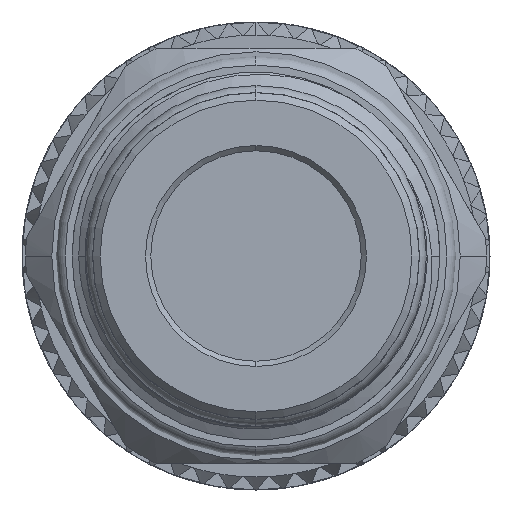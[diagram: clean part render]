
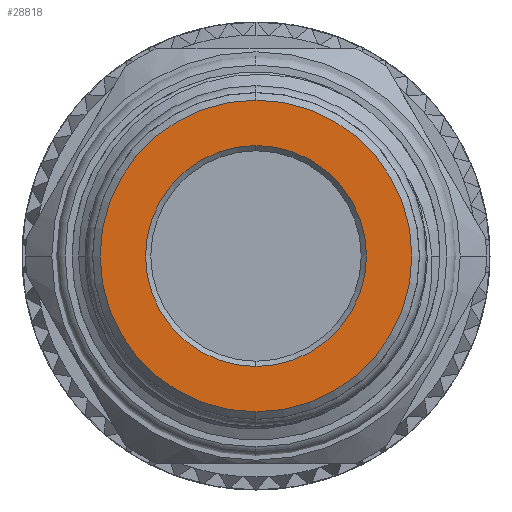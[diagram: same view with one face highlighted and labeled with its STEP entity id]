
A CAD part, left-side view. The second image highlights one B-rep face of the part: STEP entity #28818.
In plain terms, the highlighted planar face has unit normal (-1, 0, 0).
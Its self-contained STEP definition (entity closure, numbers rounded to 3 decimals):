
#183 = DIRECTION ( 'NONE',  ( 0., 0., 1. ) ) ;
#2195 = ORIENTED_EDGE ( 'NONE', *, *, #23631, .T. ) ;
#2599 = EDGE_CURVE ( 'NONE', #20354, #22932, #6892, .T. ) ;
#3158 = EDGE_LOOP ( 'NONE', ( #31638, #16455 ) ) ;
#3623 = CARTESIAN_POINT ( 'NONE',  ( -72.3, 0., 0. ) ) ;
#4965 = EDGE_CURVE ( 'NONE', #10669, #7604, #27136, .T. ) ;
#6762 = DIRECTION ( 'NONE',  ( 0., 0., 1. ) ) ;
#6892 = CIRCLE ( 'NONE', #20938, 8.325 ) ;
#7443 = DIRECTION ( 'NONE',  ( -1., 0., 0. ) ) ;
#7485 = CIRCLE ( 'NONE', #22773, 5.9 ) ;
#7571 = DIRECTION ( 'NONE',  ( 0., 0., 1. ) ) ;
#7604 = VERTEX_POINT ( 'NONE', #30580 ) ;
#8791 = EDGE_CURVE ( 'NONE', #7604, #10669, #7485, .T. ) ;
#8794 = AXIS2_PLACEMENT_3D ( 'NONE', #24778, #36344, #16002 ) ;
#9227 = CARTESIAN_POINT ( 'NONE',  ( -72.3, 0., -8.325 ) ) ;
#9359 = AXIS2_PLACEMENT_3D ( 'NONE', #34824, #35196, #183 ) ;
#10669 = VERTEX_POINT ( 'NONE', #22697 ) ;
#13172 = CIRCLE ( 'NONE', #8794, 8.325 ) ;
#13941 = EDGE_LOOP ( 'NONE', ( #2195, #23228 ) ) ;
#16002 = DIRECTION ( 'NONE',  ( 0., 0., 1. ) ) ;
#16455 = ORIENTED_EDGE ( 'NONE', *, *, #4965, .F. ) ;
#20354 = VERTEX_POINT ( 'NONE', #24351 ) ;
#20938 = AXIS2_PLACEMENT_3D ( 'NONE', #24138, #32954, #6762 ) ;
#22697 = CARTESIAN_POINT ( 'NONE',  ( -72.3, 0., -5.9 ) ) ;
#22773 = AXIS2_PLACEMENT_3D ( 'NONE', #24832, #7443, #7571 ) ;
#22932 = VERTEX_POINT ( 'NONE', #9227 ) ;
#23228 = ORIENTED_EDGE ( 'NONE', *, *, #2599, .T. ) ;
#23631 = EDGE_CURVE ( 'NONE', #22932, #20354, #13172, .T. ) ;
#24138 = CARTESIAN_POINT ( 'NONE',  ( -72.3, 0., 0. ) ) ;
#24351 = CARTESIAN_POINT ( 'NONE',  ( -72.3, 0., 8.325 ) ) ;
#24778 = CARTESIAN_POINT ( 'NONE',  ( -72.3, 0., 0. ) ) ;
#24832 = CARTESIAN_POINT ( 'NONE',  ( -72.3, 0., 0. ) ) ;
#26576 = FACE_OUTER_BOUND ( 'NONE', #13941, .T. ) ;
#27136 = CIRCLE ( 'NONE', #9359, 5.9 ) ;
#28361 = FACE_BOUND ( 'NONE', #3158, .T. ) ;
#28818 = ADVANCED_FACE ( 'NONE', ( #26576, #28361 ), #35106, .F. ) ;
#29191 = DIRECTION ( 'NONE',  ( 1., 0., 0. ) ) ;
#30580 = CARTESIAN_POINT ( 'NONE',  ( -72.3, 0., 5.9 ) ) ;
#31638 = ORIENTED_EDGE ( 'NONE', *, *, #8791, .F. ) ;
#31974 = AXIS2_PLACEMENT_3D ( 'NONE', #3623, #29191, #32081 ) ;
#32081 = DIRECTION ( 'NONE',  ( 0., 0., -1. ) ) ;
#32954 = DIRECTION ( 'NONE',  ( -1., 0., 0. ) ) ;
#34824 = CARTESIAN_POINT ( 'NONE',  ( -72.3, 0., 0. ) ) ;
#35106 = PLANE ( 'NONE',  #31974 ) ;
#35196 = DIRECTION ( 'NONE',  ( -1., 0., 0. ) ) ;
#36344 = DIRECTION ( 'NONE',  ( -1., 0., 0. ) ) ;
